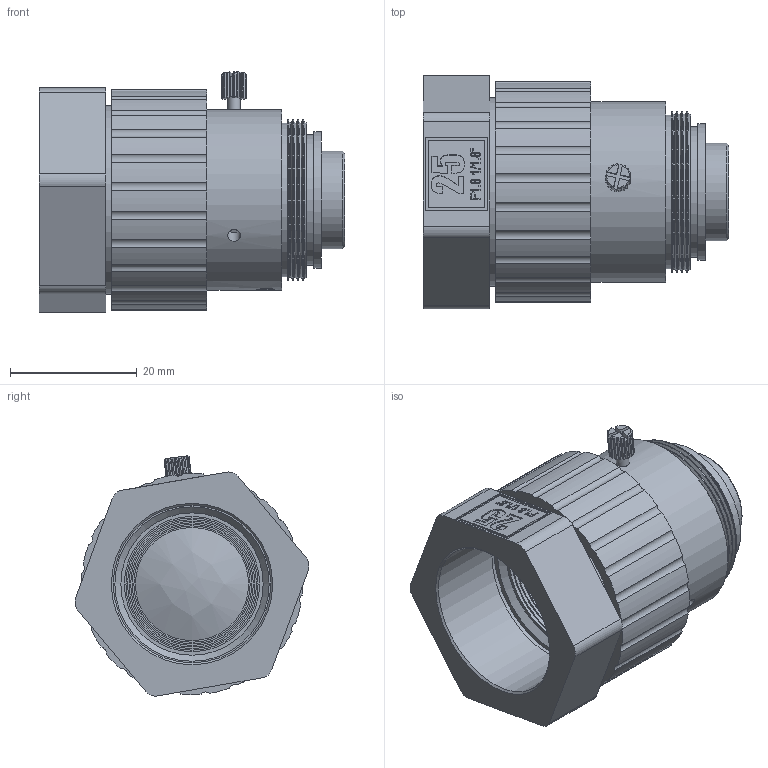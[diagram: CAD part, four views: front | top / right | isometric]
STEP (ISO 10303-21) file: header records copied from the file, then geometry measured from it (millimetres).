
FILE_DESCRIPTION (( 'STEP AP203' ), '1' );
FILE_NAME ('600099.STEP', '2024-11-18T09:13:05', ( 'Windows User' ), ( 'P R C' ), 'SwSTEP 2.0', 'SolidWorks 2020', '' );
FILE_SCHEMA (( 'CONFIG_CONTROL_DESIGN' ));
Length unit declared in the file: millimetre
Products named in the file (1): 600099
Bounding box: 48.34 x 36.99 x 37.99 mm (x, y, z)
Volume: 26025.4 mm3; surface area: 14925.2 mm2
Topology: 4 solids, 4 shells, 402 faces, 985 edges, 642 vertices
Faces by surface type: plane 201, cylinder 117, bspline 54, cone 30
Full cylindrical faces by diameter (mm): 1 x1, 1.5 x1, 1.7 x1, 2 x4, 2.5 x1, 3 x1, 11.396 x1, 15.396 x1, 17.6 x1, 17.893 x1, 18.393 x1, 18.893 x1, 19.393 x1, 19.893 x1, 20.393 x1, 20.4 x1, 20.6 x1, 20.893 x1, 21.393 x1, 21.6 x1, 22 x3, 24.3 x1, 24.541 x4, 24.9 x1, 25.4 x4, 25.9 x1, 28 x2, 28.6 x1, 29.8 x1, 30 x1
Entity records: 14578 total; most frequent: CARTESIAN_POINT 5536, ORIENTED_EDGE 1822, DIRECTION 1717, EDGE_CURVE 911, VERTEX_POINT 630, AXIS2_PLACEMENT_3D 603, EDGE_LOOP 525, VECTOR 511
